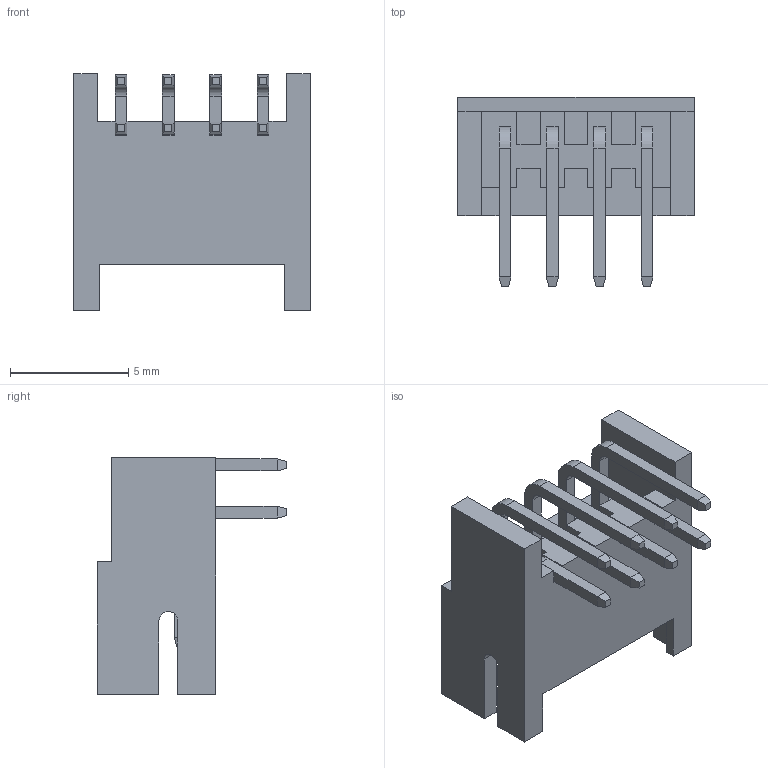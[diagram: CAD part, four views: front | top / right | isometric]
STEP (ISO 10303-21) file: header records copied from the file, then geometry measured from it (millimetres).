
FILE_DESCRIPTION(('OneSpaceDesigner STEP Export'),'2;1');
FILE_NAME('DF11-8DP-2DS.stp','2007-03-20T19:30:27',(''),(''),'OneSpace Designer STEP processor (Jan. 2003) for AP214(CD)(Solid Model)','OneSpace Designer 12.00 10-Sep-2003 (C) CoCreate Software GmbH','');
FILE_SCHEMA(('AUTOMOTIVE_DESIGN_CC2 {1 2 10303 214 -1 1 5 1}'));
Length unit declared in the file: millimetre
Products named in the file (2): DF11-8DP-2DSÈª
Assembly tree (1 placements, depth 2):
  DF11-8DP-2DSÈª
    DF11-8DP-2DSÈª
Bounding box: 10 x 8 x 10 mm (x, y, z)
Volume: 189.4 mm3; surface area: 621.4 mm2
Topology: 1 solids, 1 shells, 270 faces, 692 edges, 432 vertices
Faces by surface type: plane 246, cylinder 20, bspline 4
Entity records: 7987 total; most frequent: CARTESIAN_POINT 1744, ORIENTED_EDGE 1384, DIRECTION 1122, EDGE_CURVE 692, VECTOR 590, LINE 590, VERTEX_POINT 432, EDGE_LOOP 286
